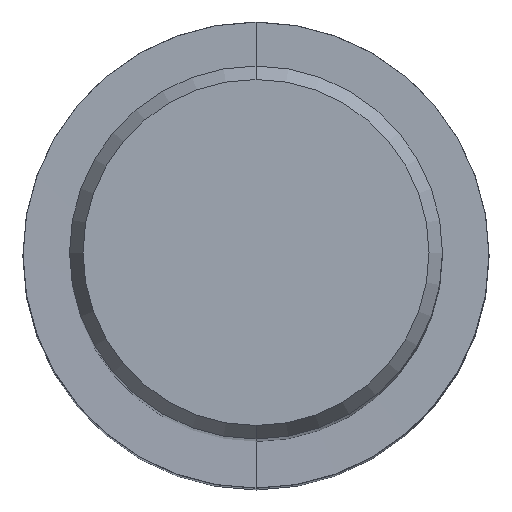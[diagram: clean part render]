
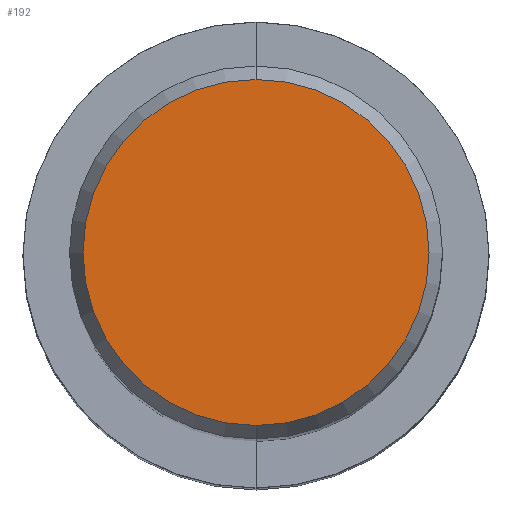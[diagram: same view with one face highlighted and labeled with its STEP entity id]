
A CAD part, top view. The second image highlights one B-rep face of the part: STEP entity #192.
In plain terms, the highlighted planar face has unit normal (0, 0, 1).
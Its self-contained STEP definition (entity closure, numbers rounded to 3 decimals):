
#112=EDGE_CURVE('',#168,#176,#289,.T.);
#168=VERTEX_POINT('',#358);
#176=VERTEX_POINT('',#366);
#192=ADVANCED_FACE('',(#383),#384,.T.);
#236=EDGE_CURVE('',#176,#168,#431,.T.);
#289=CIRCLE('',#481,5.892);
#358=CARTESIAN_POINT('',(0.,-5.892,0.01));
#366=CARTESIAN_POINT('',(0.0,5.892,0.01));
#383=FACE_OUTER_BOUND('',#592,.T.);
#384=PLANE('',#593);
#431=CIRCLE('',#659,5.892);
#481=AXIS2_PLACEMENT_3D('',#708,#709,#710);
#592=EDGE_LOOP('',(#838,#839));
#593=AXIS2_PLACEMENT_3D('',#840,#841,#842);
#659=AXIS2_PLACEMENT_3D('',#896,#897,#898);
#708=CARTESIAN_POINT('',(0.0,0.0,0.01));
#709=DIRECTION('',(0.0,0.0,-1.0));
#710=DIRECTION('',(0.0,1.0,0.0));
#838=ORIENTED_EDGE('',*,*,#236,.F.);
#839=ORIENTED_EDGE('',*,*,#112,.F.);
#840=CARTESIAN_POINT('',(0.0,2.946,0.01));
#841=DIRECTION('',(-0.0,0.0,1.0));
#842=DIRECTION('',(0.0,-1.0,0.0));
#896=CARTESIAN_POINT('',(0.0,0.0,0.01));
#897=DIRECTION('',(0.0,0.0,-1.0));
#898=DIRECTION('',(0.0,1.0,0.0));
